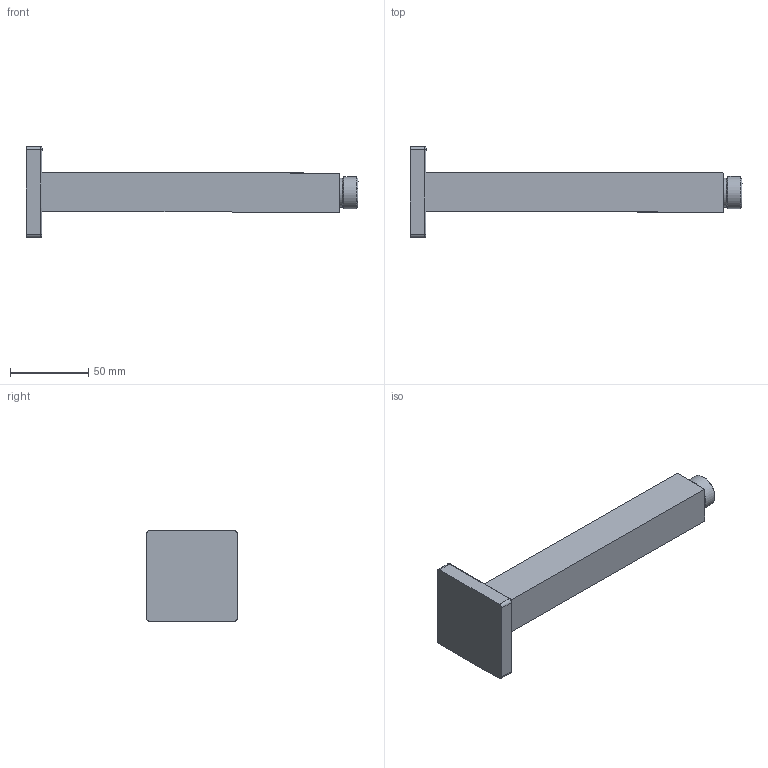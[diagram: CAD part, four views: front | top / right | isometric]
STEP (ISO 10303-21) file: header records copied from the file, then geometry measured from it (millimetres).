
FILE_DESCRIPTION(/* description */ (''),/* implementation_level */ '2;1');
FILE_NAME(/* name */ 'TVC000454540 .step',/* time_stamp */ '2022-12-07T09:10:06+01:00',/* author */ (''),/* organization */ (''),/* preprocessor_version */ 'ST-DEVELOPER v19.2',/* originating_system */ 'Autodesk Translation Framework v11.17.0.187',/* authorisation */ '');
FILE_SCHEMA (('AUTOMOTIVE_DESIGN { 1 0 10303 214 3 1 1 }'));
Length unit declared in the file: millimetre
Products named in the file (6): (Nicht gespeichert); MABP0009_ASM; STPB0032; STMB0063; STMB0077; STCB0381-P1
Assembly tree (5 placements, depth 3):
  (Nicht gespeichert)
    MABP0009_ASM
      STPB0032
      STMB0063
      STMB0077
    STCB0381-P1
Bounding box: 212.14 x 58.06 x 58.06 mm (x, y, z)
Volume: 159239.8 mm3; surface area: 31009.8 mm2
Topology: 3 solids, 3 shells, 31 faces, 64 edges, 40 vertices
Faces by surface type: plane 15, cylinder 10, bspline 4, cone 2
Full cylindrical faces by diameter (mm): 18.5 x1, 20.6 x1
Entity records: 1002 total; most frequent: CARTESIAN_POINT 178, DIRECTION 168, ORIENTED_EDGE 128, AXIS2_PLACEMENT_3D 66, EDGE_CURVE 64, VERTEX_POINT 40, LINE 36, VECTOR 36
